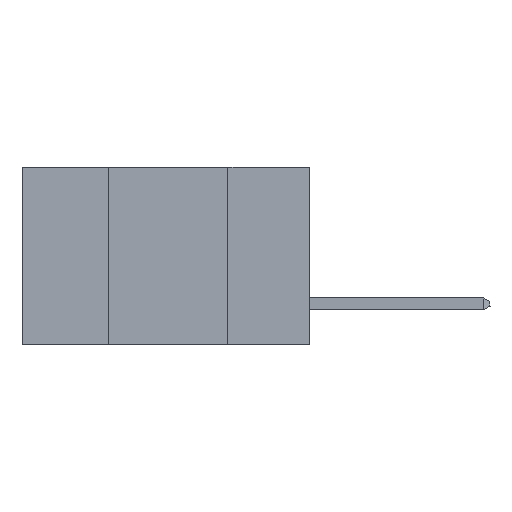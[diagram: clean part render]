
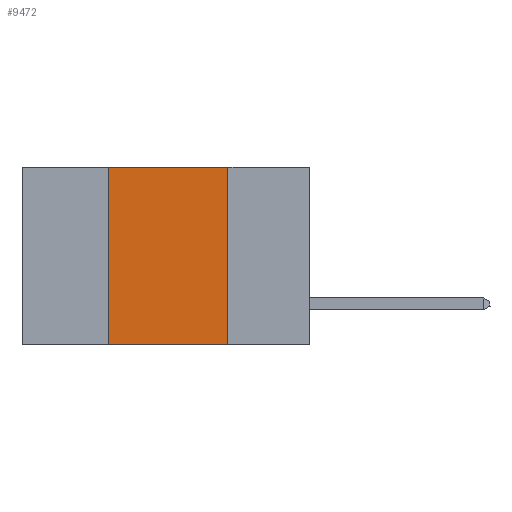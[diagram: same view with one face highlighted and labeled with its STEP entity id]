
A CAD part, left-side view. The second image highlights one B-rep face of the part: STEP entity #9472.
In plain terms, the highlighted planar face has unit normal (-1, 0, 0).
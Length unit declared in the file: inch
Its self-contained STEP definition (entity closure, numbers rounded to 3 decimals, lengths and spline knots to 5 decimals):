
#718 = DIRECTION ( 'NONE',  ( 0., 0., -1. ) ) ;
#2509 = VERTEX_POINT ( 'NONE', #6546 ) ;
#2861 = VERTEX_POINT ( 'NONE', #6449 ) ;
#5259 = EDGE_LOOP ( 'NONE', ( #22337, #14615, #17262, #9722 ) ) ;
#6449 = CARTESIAN_POINT ( 'NONE',  ( 0., 0.42, -0.37 ) ) ;
#6546 = CARTESIAN_POINT ( 'NONE',  ( 0., 0.17, -0.37 ) ) ;
#8254 = LINE ( 'NONE', #12068, #10295 ) ;
#8461 = DIRECTION ( 'NONE',  ( 1., 0., 0. ) ) ;
#8774 = CARTESIAN_POINT ( 'NONE',  ( 0., 0.6, -0.37 ) ) ;
#9280 = LINE ( 'NONE', #21482, #13655 ) ;
#9472 = ADVANCED_FACE ( 'NONE', ( #13561 ), #14046, .F. ) ;
#9529 = DIRECTION ( 'NONE',  ( 0., 0., -1. ) ) ;
#9722 = ORIENTED_EDGE ( 'NONE', *, *, #11341, .T. ) ;
#10261 = EDGE_CURVE ( 'NONE', #2861, #14565, #8254, .T. ) ;
#10295 = VECTOR ( 'NONE', #21647, 39.37008 ) ;
#11130 = LINE ( 'NONE', #8774, #20890 ) ;
#11341 = EDGE_CURVE ( 'NONE', #2861, #2509, #11130, .T. ) ;
#12068 = CARTESIAN_POINT ( 'NONE',  ( 0., 0.42, 0. ) ) ;
#13561 = FACE_OUTER_BOUND ( 'NONE', #5259, .T. ) ;
#13655 = VECTOR ( 'NONE', #24041, 39.37008 ) ;
#14046 = PLANE ( 'NONE',  #16238 ) ;
#14265 = DIRECTION ( 'NONE',  ( 0., -1., 0. ) ) ;
#14565 = VERTEX_POINT ( 'NONE', #18674 ) ;
#14615 = ORIENTED_EDGE ( 'NONE', *, *, #17757, .F. ) ;
#16238 = AXIS2_PLACEMENT_3D ( 'NONE', #23242, #8461, #718 ) ;
#17262 = ORIENTED_EDGE ( 'NONE', *, *, #10261, .F. ) ;
#17757 = EDGE_CURVE ( 'NONE', #14565, #19057, #9280, .T. ) ;
#18674 = CARTESIAN_POINT ( 'NONE',  ( 0., 0.42, 0. ) ) ;
#18876 = EDGE_CURVE ( 'NONE', #19057, #2509, #19517, .T. ) ;
#18930 = CARTESIAN_POINT ( 'NONE',  ( 0., 0.17, 0. ) ) ;
#19057 = VERTEX_POINT ( 'NONE', #23061 ) ;
#19517 = LINE ( 'NONE', #18930, #21269 ) ;
#20890 = VECTOR ( 'NONE', #14265, 39.37008 ) ;
#21269 = VECTOR ( 'NONE', #9529, 39.37008 ) ;
#21482 = CARTESIAN_POINT ( 'NONE',  ( 0., 0.6, 0. ) ) ;
#21647 = DIRECTION ( 'NONE',  ( 0., 0., 1. ) ) ;
#22337 = ORIENTED_EDGE ( 'NONE', *, *, #18876, .F. ) ;
#23061 = CARTESIAN_POINT ( 'NONE',  ( 0., 0.17, 0. ) ) ;
#23242 = CARTESIAN_POINT ( 'NONE',  ( 0., 0.6, 0. ) ) ;
#24041 = DIRECTION ( 'NONE',  ( 0., -1., 0. ) ) ;
